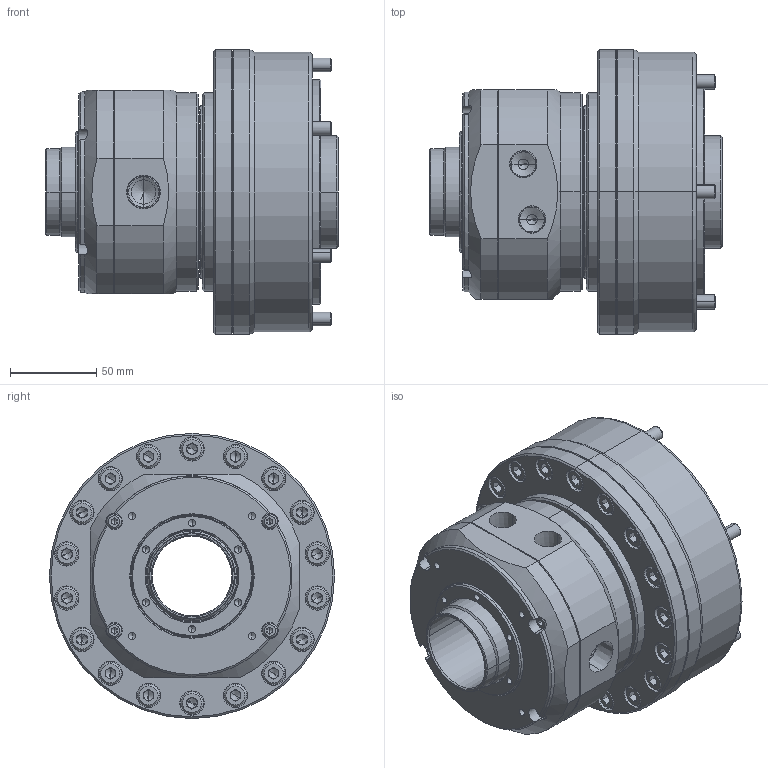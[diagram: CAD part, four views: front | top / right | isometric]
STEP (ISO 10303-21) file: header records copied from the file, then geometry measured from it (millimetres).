
FILE_DESCRIPTION (( 'STEP AP203' ), '1' );
FILE_NAME ('TR-646 外觀參考.STEP', '2015-10-23T03:37:22', ( 'temp' ), ( '' ), 'SwSTEP 2.0', 'SolidWorks 2011', '' );
FILE_SCHEMA (( 'CONFIG_CONTROL_DESIGN' ));
Length unit declared in the file: millimetre
Products named in the file (9): TR-646 外觀參考; M5x18; M8x25; M8x60; TK-A646-05040; TK-A646-04040; TR-646-01000; TR-646-02000; TR-646-03000
Assembly tree (27 placements, depth 2):
  TR-646 外觀參考
    M8x25  x12
    TR-646-03000
    M8x60  x6
    TK-A646-05040
    TR-646-02000
    TR-646-01000
    M5x18  x4
    TK-A646-04040
Bounding box: 169 x 165 x 165 mm (x, y, z)
Volume: 1726247.1 mm3; surface area: 370064 mm2
Topology: 27 solids, 27 shells, 1017 faces, 2328 edges, 1369 vertices
Faces by surface type: plane 399, cylinder 335, cone 277, torus 6
Entity records: 16913 total; most frequent: DIRECTION 2922, CARTESIAN_POINT 2838, ORIENTED_EDGE 2376, AXIS2_PLACEMENT_3D 1206, EDGE_CURVE 1188, VERTEX_POINT 742, EDGE_LOOP 688, CIRCLE 634
